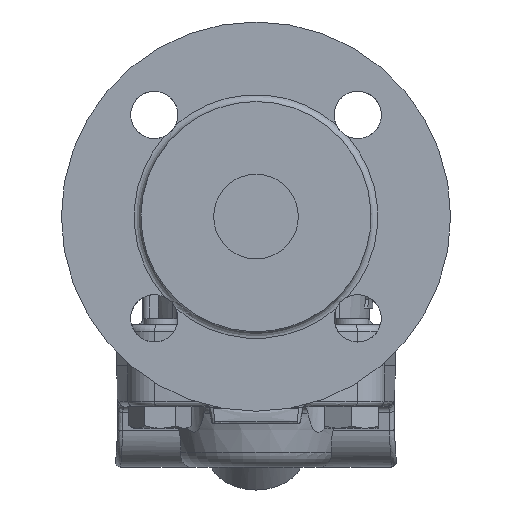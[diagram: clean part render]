
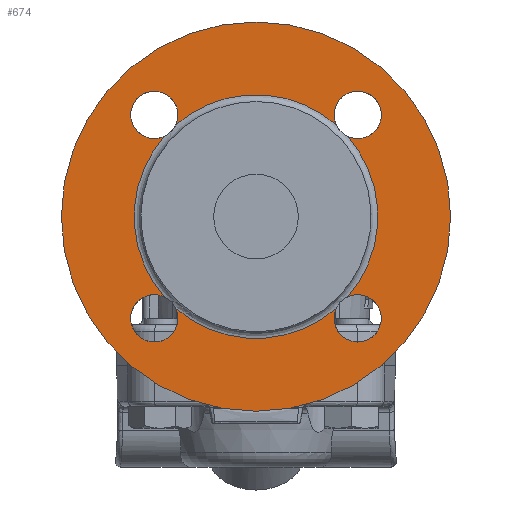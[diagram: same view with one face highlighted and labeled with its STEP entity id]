
A CAD part, left-side view. The second image highlights one B-rep face of the part: STEP entity #674.
In plain terms, the highlighted planar face has unit normal (-1, 0, 0).
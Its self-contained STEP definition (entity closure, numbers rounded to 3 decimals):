
#186=CARTESIAN_POINT('',(-75.0,-23.71,71.09));
#187=VERTEX_POINT('',#186);
#188=CARTESIAN_POINT('',(-75.0,-27.09,67.71));
#189=VERTEX_POINT('',#188);
#205=CARTESIAN_POINT('',(-75.0,23.71,71.09));
#206=VERTEX_POINT('',#205);
#207=CARTESIAN_POINT('',(-75.,0.0,44.));
#208=DIRECTION('',(-1.0,0.0,0.0));
#209=DIRECTION('',(0.0,0.0,-1.0));
#210=AXIS2_PLACEMENT_3D('',#207,#208,#209);
#211=CIRCLE('',#210,36.);
#212=EDGE_CURVE('',#187,#206,#211,.T.);
#214=CARTESIAN_POINT('',(-75.0,27.09,67.71));
#215=VERTEX_POINT('',#214);
#231=CARTESIAN_POINT('',(-75.,27.09,20.29));
#232=VERTEX_POINT('',#231);
#233=CARTESIAN_POINT('',(-75.,0.0,44.));
#234=DIRECTION('',(-1.0,0.0,0.0));
#235=DIRECTION('',(0.0,0.0,-1.0));
#236=AXIS2_PLACEMENT_3D('',#233,#234,#235);
#237=CIRCLE('',#236,36.);
#238=EDGE_CURVE('',#215,#232,#237,.T.);
#240=CARTESIAN_POINT('',(-75.,23.71,16.91));
#241=VERTEX_POINT('',#240);
#257=CARTESIAN_POINT('',(-75.,-23.71,16.91));
#258=VERTEX_POINT('',#257);
#259=CARTESIAN_POINT('',(-75.,0.0,44.));
#260=DIRECTION('',(-1.0,0.0,0.0));
#261=DIRECTION('',(0.0,0.0,-1.0));
#262=AXIS2_PLACEMENT_3D('',#259,#260,#261);
#263=CIRCLE('',#262,36.);
#264=EDGE_CURVE('',#241,#258,#263,.T.);
#266=CARTESIAN_POINT('',(-75.,-27.09,20.29));
#267=VERTEX_POINT('',#266);
#283=CARTESIAN_POINT('',(-75.,0.0,44.));
#284=DIRECTION('',(-1.0,0.0,0.0));
#285=DIRECTION('',(0.0,0.0,-1.0));
#286=AXIS2_PLACEMENT_3D('',#283,#284,#285);
#287=CIRCLE('',#286,36.);
#288=EDGE_CURVE('',#267,#189,#287,.T.);
#341=CARTESIAN_POINT('',(-75.,-30.052,13.948));
#342=DIRECTION('',(1.0,0.0,0.0));
#343=DIRECTION('',(0.0,-1.0,0.0));
#344=AXIS2_PLACEMENT_3D('',#341,#342,#343);
#345=CIRCLE('',#344,7.);
#346=EDGE_CURVE('',#267,#258,#345,.T.);
#389=CARTESIAN_POINT('',(-75.,30.052,13.948));
#390=DIRECTION('',(1.0,0.0,0.0));
#391=DIRECTION('',(0.0,0.0,-1.0));
#392=AXIS2_PLACEMENT_3D('',#389,#390,#391);
#393=CIRCLE('',#392,7.);
#394=EDGE_CURVE('',#241,#232,#393,.T.);
#437=CARTESIAN_POINT('',(-75.0,30.052,74.052));
#438=DIRECTION('',(1.0,0.0,0.0));
#439=DIRECTION('',(0.0,1.0,0.0));
#440=AXIS2_PLACEMENT_3D('',#437,#438,#439);
#441=CIRCLE('',#440,7.);
#442=EDGE_CURVE('',#215,#206,#441,.T.);
#485=CARTESIAN_POINT('',(-75.0,-30.052,74.052));
#486=DIRECTION('',(1.0,0.0,0.0));
#487=DIRECTION('',(0.0,0.0,1.0));
#488=AXIS2_PLACEMENT_3D('',#485,#486,#487);
#489=CIRCLE('',#488,7.);
#490=EDGE_CURVE('',#187,#189,#489,.T.);
#561=CARTESIAN_POINT('',(-75.,0.0,101.5));
#562=VERTEX_POINT('',#561);
#563=CARTESIAN_POINT('',(-75.,0.0,44.));
#564=DIRECTION('',(-1.0,0.0,0.0));
#565=DIRECTION('',(0.0,0.0,1.0));
#566=AXIS2_PLACEMENT_3D('',#563,#564,#565);
#567=CIRCLE('',#566,57.5);
#568=EDGE_CURVE('',#562,#562,#567,.T.);
#656=CARTESIAN_POINT('',(-75.0,0.0,89.75));
#657=DIRECTION('',(-1.0,0.0,0.0));
#658=DIRECTION('',(0.0,0.0,1.0));
#659=AXIS2_PLACEMENT_3D('',#656,#657,#658);
#660=PLANE('',#659);
#661=ORIENTED_EDGE('',*,*,#568,.T.);
#662=EDGE_LOOP('',(#661));
#663=FACE_OUTER_BOUND('',#662,.T.);
#664=ORIENTED_EDGE('',*,*,#288,.F.);
#665=ORIENTED_EDGE('',*,*,#346,.T.);
#666=ORIENTED_EDGE('',*,*,#264,.F.);
#667=ORIENTED_EDGE('',*,*,#394,.T.);
#668=ORIENTED_EDGE('',*,*,#238,.F.);
#669=ORIENTED_EDGE('',*,*,#442,.T.);
#670=ORIENTED_EDGE('',*,*,#212,.F.);
#671=ORIENTED_EDGE('',*,*,#490,.T.);
#672=EDGE_LOOP('',(#664,#665,#666,#667,#668,#669,#670,#671));
#673=FACE_BOUND('',#672,.T.);
#674=ADVANCED_FACE('',(#663,#673),#660,.T.);
